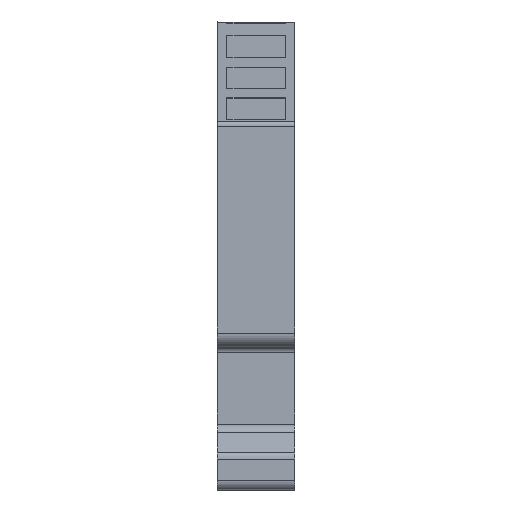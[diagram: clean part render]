
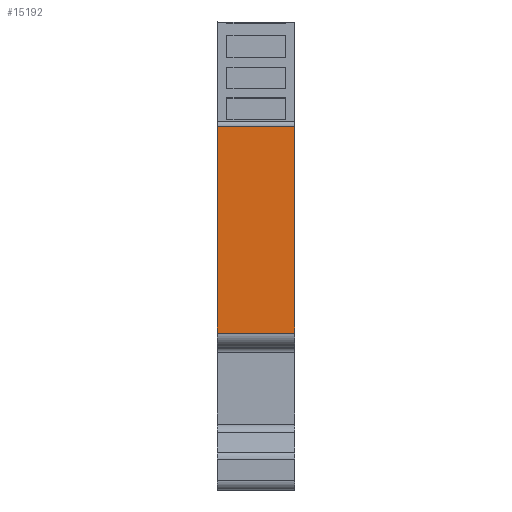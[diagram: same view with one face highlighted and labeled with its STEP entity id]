
A CAD part, left-side view. The second image highlights one B-rep face of the part: STEP entity #15192.
In plain terms, the highlighted planar face has unit normal (-1, 0, 0).
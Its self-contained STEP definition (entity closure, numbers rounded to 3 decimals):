
#670 = VECTOR ( 'NONE', #24456, 1000. ) ;
#1629 = EDGE_CURVE ( 'NONE', #31578, #25878, #23182, .T. ) ;
#2495 = ORIENTED_EDGE ( 'NONE', *, *, #19680, .T. ) ;
#4688 = FACE_OUTER_BOUND ( 'NONE', #6928, .T. ) ;
#6108 = VERTEX_POINT ( 'NONE', #30363 ) ;
#6928 = EDGE_LOOP ( 'NONE', ( #14992, #16122, #2495, #26997 ) ) ;
#6983 = PLANE ( 'NONE',  #24920 ) ;
#9416 = VECTOR ( 'NONE', #16237, 1000. ) ;
#10376 = LINE ( 'NONE', #17191, #670 ) ;
#11110 = VERTEX_POINT ( 'NONE', #21151 ) ;
#13499 = CARTESIAN_POINT ( 'NONE',  ( -56.755, 8., 31.122 ) ) ;
#14582 = DIRECTION ( 'NONE',  ( -1., 0., 0. ) ) ;
#14992 = ORIENTED_EDGE ( 'NONE', *, *, #26324, .F. ) ;
#15192 = ADVANCED_FACE ( 'NONE', ( #4688 ), #6983, .T. ) ;
#15271 = LINE ( 'NONE', #20275, #25986 ) ;
#16122 = ORIENTED_EDGE ( 'NONE', *, *, #1629, .F. ) ;
#16237 = DIRECTION ( 'NONE',  ( 0., -1., 0. ) ) ;
#17027 = CARTESIAN_POINT ( 'NONE',  ( -56.755, 8., 10.468 ) ) ;
#17191 = CARTESIAN_POINT ( 'NONE',  ( -56.755, 0., 10.468 ) ) ;
#18036 = DIRECTION ( 'NONE',  ( 0., -1., 0. ) ) ;
#19680 = EDGE_CURVE ( 'NONE', #31578, #11110, #26092, .T. ) ;
#20275 = CARTESIAN_POINT ( 'NONE',  ( -56.755, 8., 9.9 ) ) ;
#21150 = EDGE_CURVE ( 'NONE', #11110, #6108, #15271, .T. ) ;
#21151 = CARTESIAN_POINT ( 'NONE',  ( -56.755, 8., 9.9 ) ) ;
#21716 = DIRECTION ( 'NONE',  ( 0., 0., 1. ) ) ;
#23182 = LINE ( 'NONE', #13499, #9416 ) ;
#23634 = DIRECTION ( 'NONE',  ( 0., 0., -1. ) ) ;
#24456 = DIRECTION ( 'NONE',  ( 0., 0., -1. ) ) ;
#24920 = AXIS2_PLACEMENT_3D ( 'NONE', #17027, #14582, #21716 ) ;
#25878 = VERTEX_POINT ( 'NONE', #28335 ) ;
#25986 = VECTOR ( 'NONE', #18036, 1000. ) ;
#26092 = LINE ( 'NONE', #26238, #32069 ) ;
#26238 = CARTESIAN_POINT ( 'NONE',  ( -56.755, 8., 31.122 ) ) ;
#26324 = EDGE_CURVE ( 'NONE', #25878, #6108, #10376, .T. ) ;
#26997 = ORIENTED_EDGE ( 'NONE', *, *, #21150, .T. ) ;
#27022 = CARTESIAN_POINT ( 'NONE',  ( -56.755, 8., 31.122 ) ) ;
#28335 = CARTESIAN_POINT ( 'NONE',  ( -56.755, 0., 31.122 ) ) ;
#30363 = CARTESIAN_POINT ( 'NONE',  ( -56.755, 0., 9.9 ) ) ;
#31578 = VERTEX_POINT ( 'NONE', #27022 ) ;
#32069 = VECTOR ( 'NONE', #23634, 1000. ) ;
